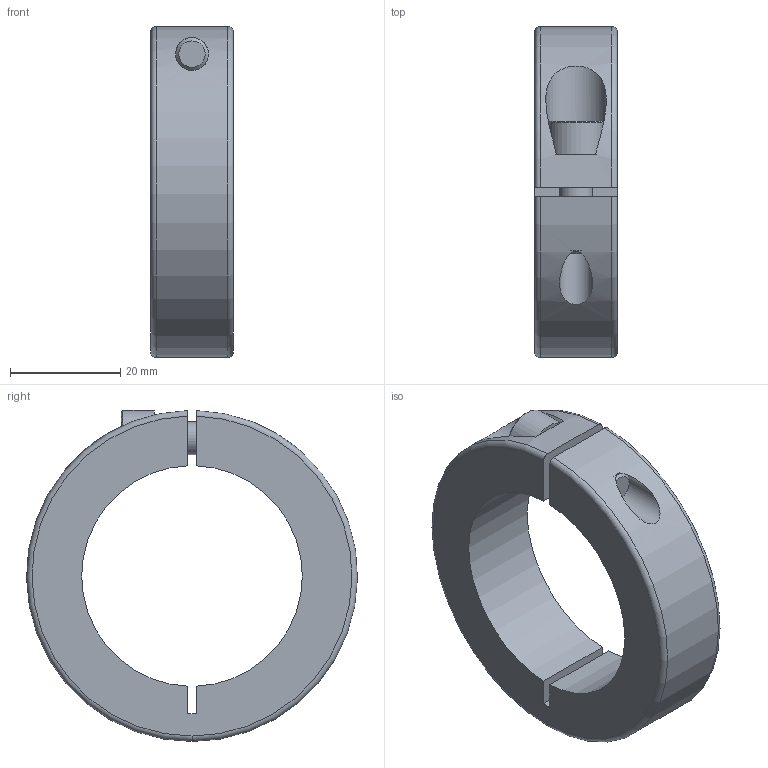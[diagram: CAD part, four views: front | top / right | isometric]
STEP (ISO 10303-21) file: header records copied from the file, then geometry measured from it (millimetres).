
FILE_DESCRIPTION(/* description */ ('Alibre Inc.'),/* implementation_level */ '2;1');
FILE_NAME(/* name */ 'export-4F4B5BA1-A4F0-4328-8BDD-6FDCBC26200C',/* time_stamp */ '2021-12-31T15:24:59+01:00',/* author */ (''),/* organization */ (''),/* preprocessor_version */ 'ST-DEVELOPER v17',/* originating_system */ 'Alibre',/* authorisation */ '');
FILE_SCHEMA (('AUTOMOTIVE_DESIGN'));
Length unit declared in the file: millimetre
Products named in the file (3): _klr_geschl_62366140; _schr_geschl_62366140; geschl_klr_62366140
Bounding box: 15 x 59.99 x 60 mm (x, y, z)
Volume: 22529.7 mm3; surface area: 9246.8 mm2
Topology: 2 solids, 2 shells, 33 faces, 77 edges, 51 vertices
Faces by surface type: plane 18, cylinder 9, torus 4, cone 2
Full cylindrical faces by diameter (mm): 6 x2, 6.6 x1, 10 x1
Entity records: 1189 total; most frequent: CARTESIAN_POINT 369, ORIENTED_EDGE 154, DIRECTION 146, EDGE_CURVE 77, AXIS2_PLACEMENT_3D 62, VERTEX_POINT 51, VECTOR 44, LINE 44
